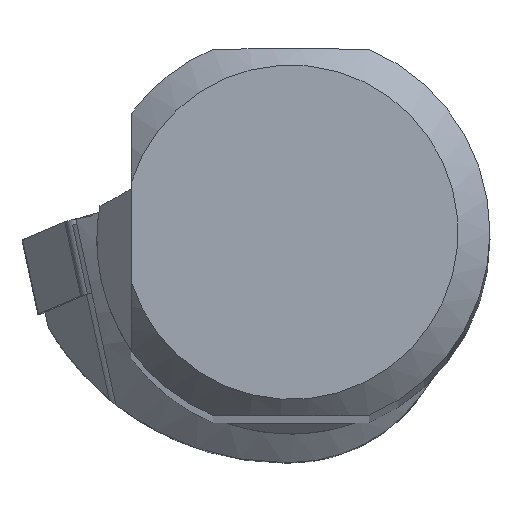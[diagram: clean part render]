
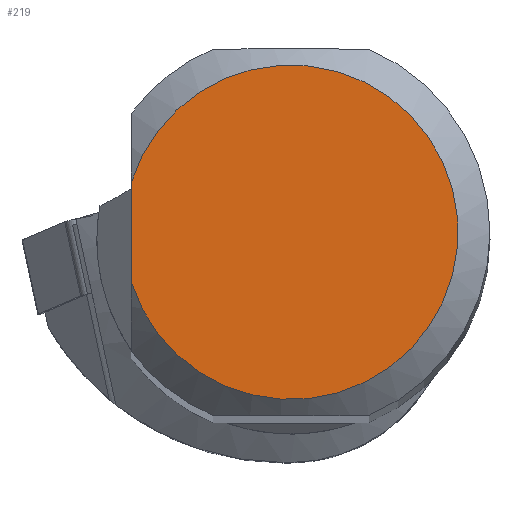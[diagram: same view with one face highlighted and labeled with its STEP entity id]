
A CAD part, top view. The second image highlights one B-rep face of the part: STEP entity #219.
In plain terms, the highlighted planar face has unit normal (0, 0, 1).
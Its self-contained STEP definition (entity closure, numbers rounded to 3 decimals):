
#169=FACE_OUTER_BOUND('',#427,.T.);
#219=ADVANCED_FACE('CU_SU_BP3',(#169),#252,.F.);
#252=PLANE('',#1167);
#305=LINE('',#1845,#364);
#364=VECTOR('',#1380,1.);
#427=EDGE_LOOP('',(#651,#652));
#651=ORIENTED_EDGE('',*,*,#937,.T.);
#652=ORIENTED_EDGE('',*,*,#925,.T.);
#804=VERTEX_POINT('',#1844);
#805=VERTEX_POINT('',#1846);
#925=EDGE_CURVE('',#805,#804,#305,.T.);
#937=EDGE_CURVE('',#804,#805,#986,.T.);
#986=CIRCLE('',#1162,10.491);
#1162=AXIS2_PLACEMENT_3D('',#1874,#1404,#1405);
#1167=AXIS2_PLACEMENT_3D('',#1893,#1414,#1415);
#1380=DIRECTION('',(0.,-1.,0.));
#1404=DIRECTION('',(0.,0.,1.));
#1405=DIRECTION('',(-0.978,-0.21,0.));
#1414=DIRECTION('',(0.,0.,-1.));
#1415=DIRECTION('',(-0.978,-0.21,0.));
#1844=CARTESIAN_POINT('',(-10.009,-3.145,0.));
#1845=CARTESIAN_POINT('',(-10.009,11.5,0.));
#1846=CARTESIAN_POINT('',(-10.009,3.145,0.));
#1874=CARTESIAN_POINT('',(0.,0.,
0.));
#1893=CARTESIAN_POINT('',(-12.491,0.,0.));
